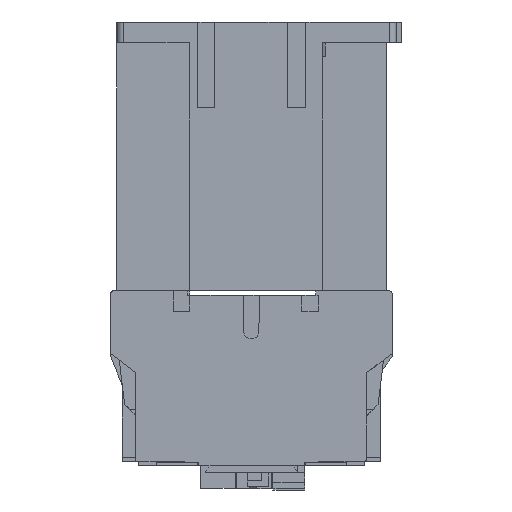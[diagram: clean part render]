
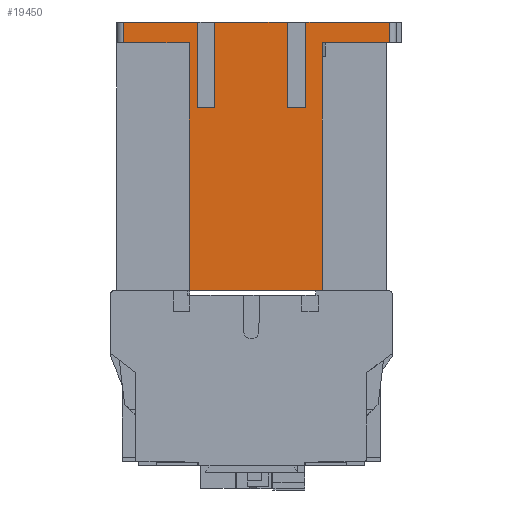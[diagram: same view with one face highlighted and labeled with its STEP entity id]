
A CAD part, left-side view. The second image highlights one B-rep face of the part: STEP entity #19450.
In plain terms, the highlighted planar face has unit normal (-1, 0, 0).
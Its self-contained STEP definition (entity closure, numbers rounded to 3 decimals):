
#80 = LINE ( 'NONE', #24012, #15901 ) ;
#308 = CARTESIAN_POINT ( 'NONE',  ( -28., 17.9, 95.9 ) ) ;
#611 = EDGE_CURVE ( 'NONE', #26433, #6394, #6104, .T. ) ;
#829 = EDGE_CURVE ( 'NONE', #3931, #27709, #80, .T. ) ;
#999 = VECTOR ( 'NONE', #23948, 1000. ) ;
#1065 = ORIENTED_EDGE ( 'NONE', *, *, #611, .F. ) ;
#1094 = VERTEX_POINT ( 'NONE', #19968 ) ;
#1136 = LINE ( 'NONE', #22992, #25610 ) ;
#1298 = DIRECTION ( 'NONE',  ( 0., 0., 1. ) ) ;
#1523 = VERTEX_POINT ( 'NONE', #28861 ) ;
#1667 = VECTOR ( 'NONE', #27696, 1000. ) ;
#1821 = CARTESIAN_POINT ( 'NONE',  ( -28., 17.9, 24.7 ) ) ;
#1988 = EDGE_CURVE ( 'NONE', #15417, #16117, #5272, .T. ) ;
#2137 = VERTEX_POINT ( 'NONE', #9828 ) ;
#2711 = ORIENTED_EDGE ( 'NONE', *, *, #7950, .T. ) ;
#2823 = LINE ( 'NONE', #9493, #14101 ) ;
#3422 = EDGE_CURVE ( 'NONE', #16117, #26161, #14704, .T. ) ;
#3580 = CARTESIAN_POINT ( 'NONE',  ( -28., -39.7, 101.9 ) ) ;
#3821 = EDGE_CURVE ( 'NONE', #1094, #15417, #28959, .T. ) ;
#3857 = VECTOR ( 'NONE', #19644, 1000. ) ;
#3931 = VERTEX_POINT ( 'NONE', #15420 ) ;
#4060 = VECTOR ( 'NONE', #6193, 1000. ) ;
#4286 = AXIS2_PLACEMENT_3D ( 'NONE', #16367, #14604, #20642 ) ;
#5272 = LINE ( 'NONE', #8636, #3857 ) ;
#5667 = DIRECTION ( 'NONE',  ( 0., 0., 1. ) ) ;
#6081 = CARTESIAN_POINT ( 'NONE',  ( -28., 40.5, 101.9 ) ) ;
#6104 = LINE ( 'NONE', #6081, #7840 ) ;
#6193 = DIRECTION ( 'NONE',  ( 0., 1., 0. ) ) ;
#6277 = VERTEX_POINT ( 'NONE', #308 ) ;
#6394 = VERTEX_POINT ( 'NONE', #3580 ) ;
#6402 = ORIENTED_EDGE ( 'NONE', *, *, #16996, .T. ) ;
#6522 = CARTESIAN_POINT ( 'NONE',  ( -28., 0., 0. ) ) ;
#6613 = VECTOR ( 'NONE', #12401, 1000. ) ;
#6850 = CARTESIAN_POINT ( 'NONE',  ( -28., -20.4, 95.9 ) ) ;
#7299 = VERTEX_POINT ( 'NONE', #27581 ) ;
#7605 = AXIS2_PLACEMENT_3D ( 'NONE', #14734, #28153, #23684 ) ;
#7840 = VECTOR ( 'NONE', #12878, 1000. ) ;
#7950 = EDGE_CURVE ( 'NONE', #24304, #7299, #1136, .T. ) ;
#7993 = CARTESIAN_POINT ( 'NONE',  ( -28., -10.27, 77.2 ) ) ;
#8316 = CARTESIAN_POINT ( 'NONE',  ( -28., -39.7, 101.9 ) ) ;
#8337 = CARTESIAN_POINT ( 'NONE',  ( -28., 17.9, 95.9 ) ) ;
#8373 = ORIENTED_EDGE ( 'NONE', *, *, #3821, .T. ) ;
#8586 = PLANE ( 'NONE',  #17766 ) ;
#8636 = CARTESIAN_POINT ( 'NONE',  ( -28., 15.5, 77.2 ) ) ;
#8742 = DIRECTION ( 'NONE',  ( 0., 0., 1. ) ) ;
#9095 = VECTOR ( 'NONE', #17001, 1000. ) ;
#9375 = ORIENTED_EDGE ( 'NONE', *, *, #11221, .F. ) ;
#9493 = CARTESIAN_POINT ( 'NONE',  ( -28., 40.5, 101.9 ) ) ;
#9651 = EDGE_CURVE ( 'NONE', #15725, #6394, #12964, .T. ) ;
#9723 = ORIENTED_EDGE ( 'NONE', *, *, #28012, .F. ) ;
#9828 = CARTESIAN_POINT ( 'NONE',  ( -28., 36.74, 101.9 ) ) ;
#10069 = LINE ( 'NONE', #28457, #4060 ) ;
#10920 = CARTESIAN_POINT ( 'NONE',  ( -28., 17.9, 24.7 ) ) ;
#11221 = EDGE_CURVE ( 'NONE', #6277, #15805, #23517, .T. ) ;
#11395 = VERTEX_POINT ( 'NONE', #6850 ) ;
#11747 = CARTESIAN_POINT ( 'NONE',  ( -28., -10.27, 101.9 ) ) ;
#12185 = CARTESIAN_POINT ( 'NONE',  ( -28., 40.5, 101.9 ) ) ;
#12372 = EDGE_CURVE ( 'NONE', #13840, #3931, #23109, .T. ) ;
#12401 = DIRECTION ( 'NONE',  ( 0., 1., 0. ) ) ;
#12407 = CARTESIAN_POINT ( 'NONE',  ( -28., 10.529, 77.2 ) ) ;
#12544 = ORIENTED_EDGE ( 'NONE', *, *, #3422, .T. ) ;
#12763 = CARTESIAN_POINT ( 'NONE',  ( -28., -15.5, 101.4 ) ) ;
#12862 = EDGE_CURVE ( 'NONE', #26433, #27709, #18210, .T. ) ;
#12878 = DIRECTION ( 'NONE',  ( 0., -1., 0. ) ) ;
#12964 = LINE ( 'NONE', #8316, #999 ) ;
#13024 = VERTEX_POINT ( 'NONE', #11747 ) ;
#13145 = ORIENTED_EDGE ( 'NONE', *, *, #23224, .F. ) ;
#13840 = VERTEX_POINT ( 'NONE', #23585 ) ;
#14101 = VECTOR ( 'NONE', #27237, 1000. ) ;
#14318 = DIRECTION ( 'NONE',  ( 0., -1., 0. ) ) ;
#14593 = DIRECTION ( 'NONE',  ( 0., 0., 1. ) ) ;
#14604 = DIRECTION ( 'NONE',  ( -1., 0., 0. ) ) ;
#14704 = CIRCLE ( 'NONE', #4286, 0.2 ) ;
#14734 = CARTESIAN_POINT ( 'NONE',  ( -28., -16., 101.4 ) ) ;
#15024 = ORIENTED_EDGE ( 'NONE', *, *, #22446, .T. ) ;
#15329 = ORIENTED_EDGE ( 'NONE', *, *, #12862, .T. ) ;
#15417 = VERTEX_POINT ( 'NONE', #25811 ) ;
#15420 = CARTESIAN_POINT ( 'NONE',  ( -28., -15.5, 77.2 ) ) ;
#15725 = VERTEX_POINT ( 'NONE', #18078 ) ;
#15805 = VERTEX_POINT ( 'NONE', #25399 ) ;
#15901 = VECTOR ( 'NONE', #26322, 1000. ) ;
#15930 = VECTOR ( 'NONE', #27759, 1000. ) ;
#16117 = VERTEX_POINT ( 'NONE', #28238 ) ;
#16367 = CARTESIAN_POINT ( 'NONE',  ( -28., 15.7, 101.7 ) ) ;
#16536 = VECTOR ( 'NONE', #5667, 1000. ) ;
#16996 = EDGE_CURVE ( 'NONE', #2137, #15805, #26155, .T. ) ;
#17001 = DIRECTION ( 'NONE',  ( 0., -1., 0. ) ) ;
#17091 = EDGE_CURVE ( 'NONE', #1094, #1523, #21974, .T. ) ;
#17766 = AXIS2_PLACEMENT_3D ( 'NONE', #6522, #24486, #17920 ) ;
#17920 = DIRECTION ( 'NONE',  ( 0., 0., 1. ) ) ;
#17986 = ORIENTED_EDGE ( 'NONE', *, *, #12372, .F. ) ;
#18078 = CARTESIAN_POINT ( 'NONE',  ( -28., -39.7, 95.9 ) ) ;
#18210 = CIRCLE ( 'NONE', #7605, 0.5 ) ;
#18217 = VECTOR ( 'NONE', #14593, 1000. ) ;
#18789 = CARTESIAN_POINT ( 'NONE',  ( -28., 36.74, 0. ) ) ;
#19450 = ADVANCED_FACE ( 'NONE', ( #23559 ), #8586, .T. ) ;
#19644 = DIRECTION ( 'NONE',  ( 0., 0., 1. ) ) ;
#19690 = EDGE_CURVE ( 'NONE', #24304, #6277, #24558, .T. ) ;
#19949 = ORIENTED_EDGE ( 'NONE', *, *, #20198, .T. ) ;
#19968 = CARTESIAN_POINT ( 'NONE',  ( -28., 10.529, 77.2 ) ) ;
#20198 = EDGE_CURVE ( 'NONE', #7299, #11395, #20718, .T. ) ;
#20642 = DIRECTION ( 'NONE',  ( 0., 0., 1. ) ) ;
#20718 = LINE ( 'NONE', #27840, #16536 ) ;
#20872 = ORIENTED_EDGE ( 'NONE', *, *, #19690, .F. ) ;
#21093 = VECTOR ( 'NONE', #28246, 1000. ) ;
#21164 = LINE ( 'NONE', #12185, #15930 ) ;
#21281 = ORIENTED_EDGE ( 'NONE', *, *, #26119, .F. ) ;
#21483 = CARTESIAN_POINT ( 'NONE',  ( -28., 0., 77.2 ) ) ;
#21974 = LINE ( 'NONE', #12407, #27166 ) ;
#22446 = EDGE_CURVE ( 'NONE', #13840, #13024, #24098, .T. ) ;
#22476 = ORIENTED_EDGE ( 'NONE', *, *, #9651, .T. ) ;
#22992 = CARTESIAN_POINT ( 'NONE',  ( -28., 17.9, 24.7 ) ) ;
#23109 = LINE ( 'NONE', #28175, #9095 ) ;
#23224 = EDGE_CURVE ( 'NONE', #15725, #11395, #10069, .T. ) ;
#23517 = LINE ( 'NONE', #8337, #21093 ) ;
#23559 = FACE_OUTER_BOUND ( 'NONE', #26721, .T. ) ;
#23585 = CARTESIAN_POINT ( 'NONE',  ( -28., -10.27, 77.2 ) ) ;
#23684 = DIRECTION ( 'NONE',  ( 0., 0., 1. ) ) ;
#23948 = DIRECTION ( 'NONE',  ( 0., 0., 1. ) ) ;
#24012 = CARTESIAN_POINT ( 'NONE',  ( -28., -15.5, 77.2 ) ) ;
#24098 = LINE ( 'NONE', #7993, #18217 ) ;
#24204 = VECTOR ( 'NONE', #8742, 1000. ) ;
#24304 = VERTEX_POINT ( 'NONE', #1821 ) ;
#24425 = ORIENTED_EDGE ( 'NONE', *, *, #17091, .F. ) ;
#24486 = DIRECTION ( 'NONE',  ( -1., 0., 0. ) ) ;
#24558 = LINE ( 'NONE', #10920, #24204 ) ;
#24705 = CARTESIAN_POINT ( 'NONE',  ( -28., 15.7, 101.9 ) ) ;
#25399 = CARTESIAN_POINT ( 'NONE',  ( -28., 36.74, 95.9 ) ) ;
#25610 = VECTOR ( 'NONE', #14318, 1000. ) ;
#25811 = CARTESIAN_POINT ( 'NONE',  ( -28., 15.5, 77.2 ) ) ;
#25942 = CARTESIAN_POINT ( 'NONE',  ( -28., -16., 101.9 ) ) ;
#26119 = EDGE_CURVE ( 'NONE', #2137, #26161, #2823, .T. ) ;
#26155 = LINE ( 'NONE', #18789, #1667 ) ;
#26161 = VERTEX_POINT ( 'NONE', #24705 ) ;
#26322 = DIRECTION ( 'NONE',  ( 0., 0., 1. ) ) ;
#26433 = VERTEX_POINT ( 'NONE', #25942 ) ;
#26721 = EDGE_LOOP ( 'NONE', ( #28964, #12544, #21281, #6402, #9375, #20872, #2711, #19949, #13145, #22476, #1065, #15329, #27791, #17986, #15024, #9723, #24425, #8373 ) ) ;
#27166 = VECTOR ( 'NONE', #1298, 1000. ) ;
#27237 = DIRECTION ( 'NONE',  ( 0., -1., 0. ) ) ;
#27581 = CARTESIAN_POINT ( 'NONE',  ( -28., -20.4, 24.7 ) ) ;
#27696 = DIRECTION ( 'NONE',  ( 0., 0., -1. ) ) ;
#27709 = VERTEX_POINT ( 'NONE', #12763 ) ;
#27759 = DIRECTION ( 'NONE',  ( 0., -1., 0. ) ) ;
#27791 = ORIENTED_EDGE ( 'NONE', *, *, #829, .F. ) ;
#27840 = CARTESIAN_POINT ( 'NONE',  ( -28., -20.4, 24.7 ) ) ;
#28012 = EDGE_CURVE ( 'NONE', #1523, #13024, #21164, .T. ) ;
#28153 = DIRECTION ( 'NONE',  ( -1., 0., 0. ) ) ;
#28175 = CARTESIAN_POINT ( 'NONE',  ( -28., -10.27, 77.2 ) ) ;
#28238 = CARTESIAN_POINT ( 'NONE',  ( -28., 15.5, 101.7 ) ) ;
#28246 = DIRECTION ( 'NONE',  ( 0., 1., 0. ) ) ;
#28457 = CARTESIAN_POINT ( 'NONE',  ( -28., -41.7, 95.9 ) ) ;
#28861 = CARTESIAN_POINT ( 'NONE',  ( -28., 10.529, 101.9 ) ) ;
#28959 = LINE ( 'NONE', #21483, #6613 ) ;
#28964 = ORIENTED_EDGE ( 'NONE', *, *, #1988, .T. ) ;
